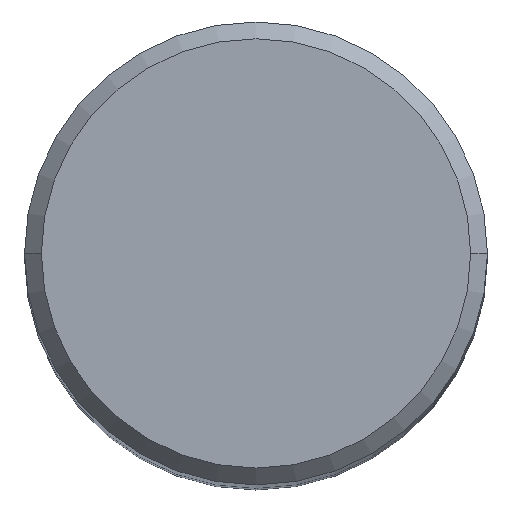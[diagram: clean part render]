
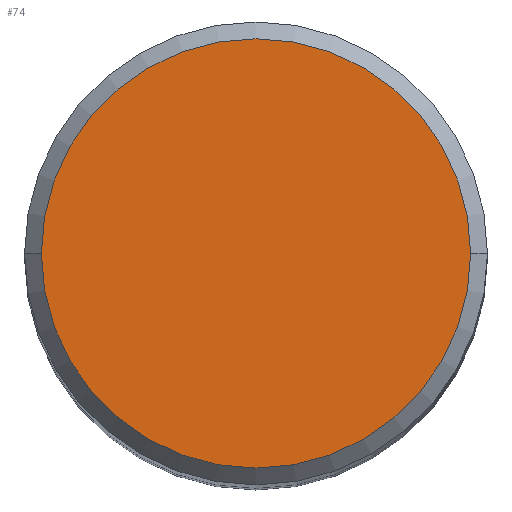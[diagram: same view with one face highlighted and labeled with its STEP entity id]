
A CAD part, top view. The second image highlights one B-rep face of the part: STEP entity #74.
In plain terms, the highlighted planar face has unit normal (0, 0, 1).
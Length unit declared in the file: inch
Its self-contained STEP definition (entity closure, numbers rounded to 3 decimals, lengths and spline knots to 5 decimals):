
#7 = CIRCLE ( 'NONE', #258, 0.2556 ) ;
#8 = FACE_OUTER_BOUND ( 'NONE', #187, .T. ) ;
#11 = DIRECTION ( 'NONE',  ( 1., 0., 0. ) ) ;
#31 = DIRECTION ( 'NONE',  ( 1., 0., 0. ) ) ;
#53 = AXIS2_PLACEMENT_3D ( 'NONE', #349, #240, #11 ) ;
#61 = CARTESIAN_POINT ( 'NONE',  ( -0.2556, 0., 0. ) ) ;
#64 = CARTESIAN_POINT ( 'NONE',  ( 0., 0., 0. ) ) ;
#65 = VERTEX_POINT ( 'NONE', #61 ) ;
#69 = CARTESIAN_POINT ( 'NONE',  ( 0.2556, 0., 0. ) ) ;
#74 = ADVANCED_FACE ( 'NONE', ( #8 ), #117, .F. ) ;
#77 = EDGE_CURVE ( 'NONE', #65, #255, #111, .T. ) ;
#103 = EDGE_CURVE ( 'NONE', #255, #65, #7, .T. ) ;
#111 = CIRCLE ( 'NONE', #53, 0.2556 ) ;
#117 = PLANE ( 'NONE',  #177 ) ;
#177 = AXIS2_PLACEMENT_3D ( 'NONE', #239, #205, #217 ) ;
#183 = DIRECTION ( 'NONE',  ( 0., 0., 1. ) ) ;
#187 = EDGE_LOOP ( 'NONE', ( #355, #327 ) ) ;
#205 = DIRECTION ( 'NONE',  ( 0., 0., -1. ) ) ;
#217 = DIRECTION ( 'NONE',  ( -1., 0., 0. ) ) ;
#239 = CARTESIAN_POINT ( 'NONE',  ( 0., 0.2556, 0. ) ) ;
#240 = DIRECTION ( 'NONE',  ( 0., 0., 1. ) ) ;
#255 = VERTEX_POINT ( 'NONE', #69 ) ;
#258 = AXIS2_PLACEMENT_3D ( 'NONE', #64, #183, #31 ) ;
#327 = ORIENTED_EDGE ( 'NONE', *, *, #103, .T. ) ;
#349 = CARTESIAN_POINT ( 'NONE',  ( 0., 0., 0. ) ) ;
#355 = ORIENTED_EDGE ( 'NONE', *, *, #77, .T. ) ;
